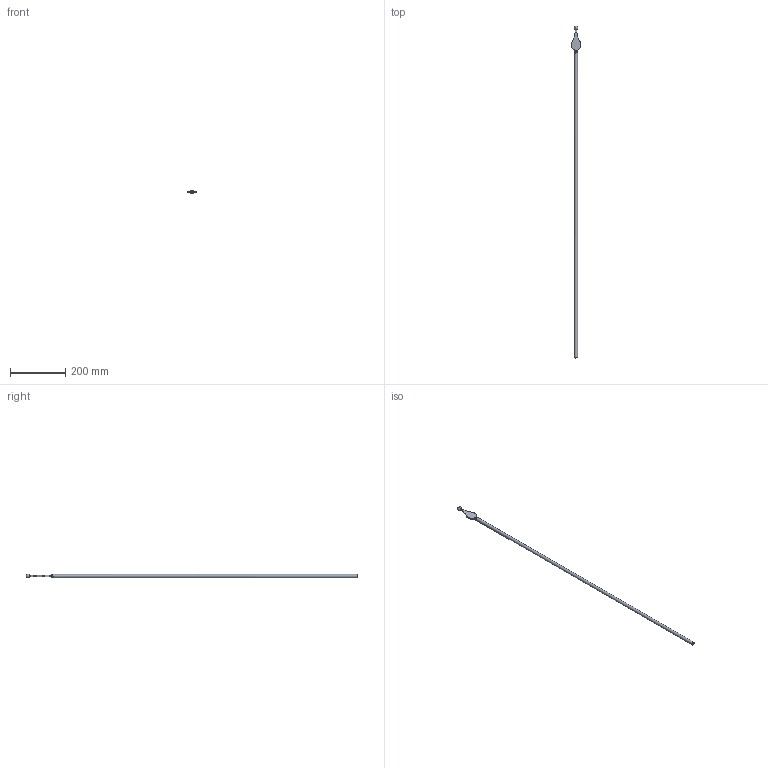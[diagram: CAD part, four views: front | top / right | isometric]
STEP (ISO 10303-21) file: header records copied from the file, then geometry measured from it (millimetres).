
FILE_DESCRIPTION (( 'STEP AP203' ), '1' );
FILE_NAME ('18516.STEP', '2022-04-22T06:16:02', ( '' ), ( '' ), 'SwSTEP 2.0', 'SolidWorks 2018', '' );
FILE_SCHEMA (( 'CONFIG_CONTROL_DESIGN' ));
Length unit declared in the file: millimetre
Products named in the file (1): 18516
Bounding box: 34.98 x 1199.95 x 14 mm (x, y, z)
Volume: 134327 mm3; surface area: 46426.8 mm2
Topology: 1 solids, 1 shells, 274 faces, 738 edges, 477 vertices
Faces by surface type: bspline 132, plane 122, cylinder 15, sphere 5
Full cylindrical faces by diameter (mm): 12 x1
Entity records: 14123 total; most frequent: CARTESIAN_POINT 8211, ORIENTED_EDGE 1452, DIRECTION 760, EDGE_CURVE 726, VERTEX_POINT 475, VECTOR 424, LINE 424, EDGE_LOOP 295
